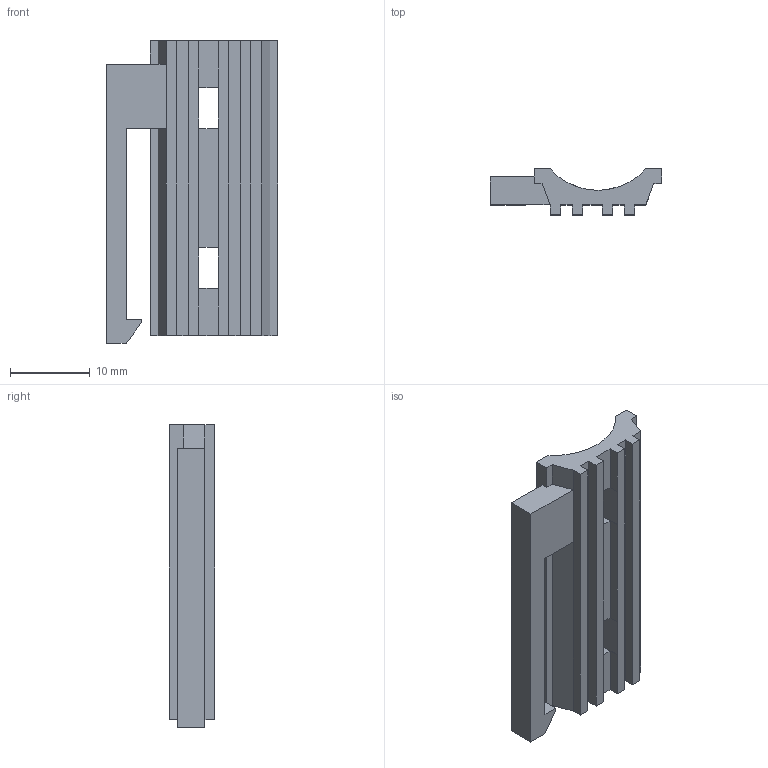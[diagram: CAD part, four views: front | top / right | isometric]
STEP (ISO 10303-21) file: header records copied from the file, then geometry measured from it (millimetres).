
FILE_DESCRIPTION (( 'STEP AP214' ), '1' );
FILE_NAME ('1198016.stp', '2019-02-11T14:12:26', ( '' ), ( '' ), 'SwSTEP 2.0', 'SolidWorks 2018', '' );
FILE_SCHEMA (( 'AUTOMOTIVE_DESIGN' ));
Length unit declared in the file: millimetre
Products named in the file (1): 1198016
Bounding box: 21.5 x 5.75 x 38 mm (x, y, z)
Volume: 2156.8 mm3; surface area: 2466.7 mm2
Topology: 1 solids, 1 shells, 53 faces, 149 edges, 96 vertices
Faces by surface type: plane 52, cylinder 1
Entity records: 1707 total; most frequent: CARTESIAN_POINT 311, ORIENTED_EDGE 298, DIRECTION 255, EDGE_CURVE 149, LINE 143, VECTOR 143, VERTEX_POINT 96, AXIS2_PLACEMENT_3D 56
